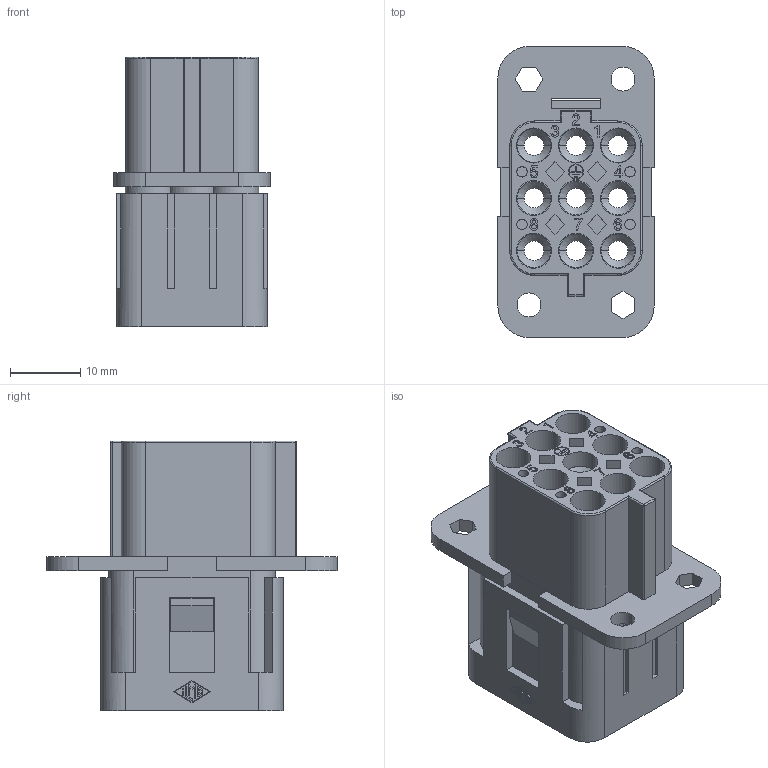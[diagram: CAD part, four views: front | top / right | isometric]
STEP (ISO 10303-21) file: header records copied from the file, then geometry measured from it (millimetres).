
FILE_DESCRIPTION(('Creo Elements/Direct Modeling STEP Export'),'2;1');
FILE_NAME('CQF 08.stp','2011-07-25T13:13:13',(''),(''),'Creo Elements/Direct Modeling STEP processor for AP214 (Solid Model)','Creo Elements/Direct Modeling 17.0C 05-Feb-2011 (C) Parametric Technology GmbH','');
FILE_SCHEMA(('AUTOMOTIVE_DESIGN { 1 0 10303 214 1 1 1 1 }'));
Length unit declared in the file: millimetre
Products named in the file (2): CQF_08
Assembly tree (1 placements, depth 2):
  CQF_08
    CQF_08
Bounding box: 22.3 x 41.5 x 38.5 mm (x, y, z)
Volume: 10088.5 mm3; surface area: 12499.3 mm2
Topology: 1 solids, 5 shells, 1228 faces, 3376 edges, 2228 vertices
Faces by surface type: plane 1042, cylinder 142, cone 36, sphere 4, torus 4
Entity records: 40656 total; most frequent: ORIENTED_EDGE 6744, CARTESIAN_POINT 6658, DIRECTION 5879, EDGE_CURVE 3372, VECTOR 2981, LINE 2981, VERTEX_POINT 2228, AXIS2_PLACEMENT_3D 1449
